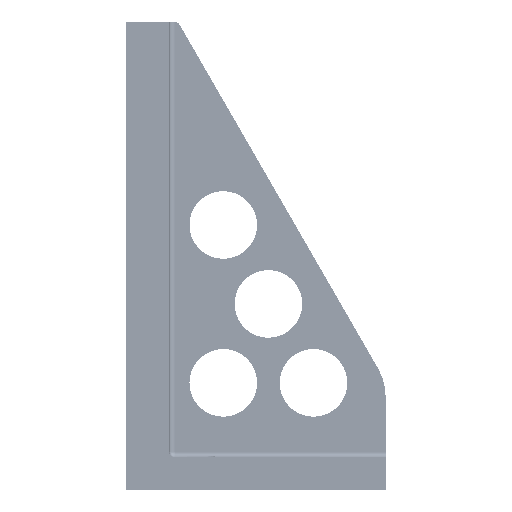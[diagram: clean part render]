
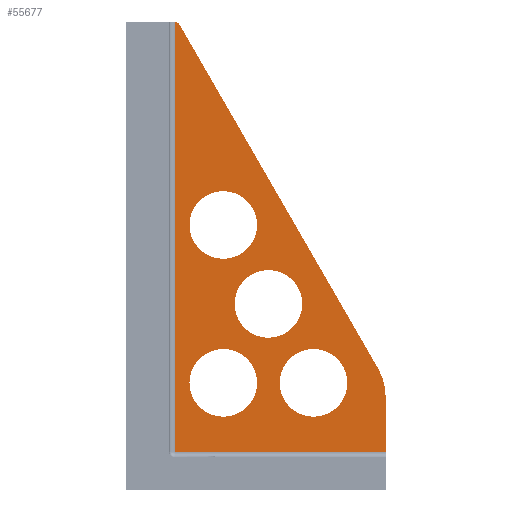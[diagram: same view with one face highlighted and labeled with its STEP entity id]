
A CAD part, front view. The second image highlights one B-rep face of the part: STEP entity #55677.
In plain terms, the highlighted planar face has unit normal (0, -1, 0).
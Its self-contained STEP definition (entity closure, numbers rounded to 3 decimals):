
#20723=EDGE_CURVE('',#37053,#50885,#59908,.T.);
#21143=EDGE_CURVE('',#51557,#49513,#60388,.T.);
#22909=VERTEX_POINT('',#62342);
#23333=EDGE_CURVE('',#22909,#46107,#62824,.T.);
#23517=VERTEX_POINT('',#63033);
#24107=VERTEX_POINT('',#63691);
#24461=EDGE_CURVE('',#49513,#45315,#64084,.T.);
#26453=EDGE_CURVE('',#46107,#22909,#66339,.T.);
#26931=EDGE_CURVE('',#31817,#23517,#66872,.T.);
#30717=EDGE_CURVE('',#24107,#51557,#71135,.T.);
#31303=VERTEX_POINT('',#71784);
#31817=VERTEX_POINT('',#72370);
#34525=EDGE_CURVE('',#45315,#31303,#75406,.T.);
#34567=EDGE_CURVE('',#31303,#54357,#75449,.T.);
#35167=EDGE_CURVE('',#54357,#24107,#76129,.T.);
#37053=VERTEX_POINT('',#78269);
#38889=EDGE_CURVE('',#57345,#46949,#80349,.T.);
#41341=EDGE_CURVE('',#50885,#37053,#83110,.T.);
#45315=VERTEX_POINT('',#87594);
#46107=VERTEX_POINT('',#88457);
#46949=VERTEX_POINT('',#89418);
#47337=EDGE_CURVE('',#23517,#31817,#89864,.T.);
#49513=VERTEX_POINT('',#92312);
#50885=VERTEX_POINT('',#93855);
#51557=VERTEX_POINT('',#94618);
#51885=EDGE_CURVE('',#46949,#57345,#94993,.T.);
#54357=VERTEX_POINT('',#97756);
#55677=ADVANCED_FACE('',(#99249,#99250,#99251,#99252,#99253),#99254,.F.);
#57345=VERTEX_POINT('',#101119);
#59908=CIRCLE('',#104186,30.0);
#60388=CIRCLE('',#104802,5.);
#62342=CARTESIAN_POINT('',(21.,15.,165.0));
#62824=CIRCLE('',#107998,30.0);
#63033=CARTESIAN_POINT('',(61.,15.,95.));
#63691=CARTESIAN_POINT('',(-32.,15.,34.));
#64084=LINE('',#109623,#109624);
#66339=CIRCLE('',#112552,30.0);
#66872=CIRCLE('',#113268,30.0);
#71135=LINE('',#118758,#118759);
#71784=CARTESIAN_POINT('',(155.0,15.,82.709));
#72370=CARTESIAN_POINT('',(121.0,15.,95.));
#75406=CIRCLE('',#124297,50.);
#75449=LINE('',#124360,#124361);
#76129=LINE('',#125235,#125236);
#78269=CARTESIAN_POINT('',(-19.,15.,235.0));
#80349=CIRCLE('',#130646,30.0);
#83110=CIRCLE('',#134176,30.0);
#87594=CARTESIAN_POINT('',(148.301,15.,107.709));
#88457=CARTESIAN_POINT('',(81.,15.,165.0));
#89418=CARTESIAN_POINT('',(41.,15.,95.0));
#89864=CIRCLE('',#142881,30.0);
#92312=CARTESIAN_POINT('',(-27.67,15.,412.5));
#93855=CARTESIAN_POINT('',(41.,15.,235.0));
#94618=CARTESIAN_POINT('',(-32.,15.,415.0));
#94993=CIRCLE('',#149473,30.0);
#97756=CARTESIAN_POINT('',(155.0,15.,34.));
#99249=FACE_OUTER_BOUND('',#154982,.T.);
#99250=FACE_BOUND('',#154983,.T.);
#99251=FACE_BOUND('',#154984,.T.);
#99252=FACE_BOUND('',#154985,.T.);
#99253=FACE_BOUND('',#154986,.T.);
#99254=PLANE('',#154987);
#101119=CARTESIAN_POINT('',(-19.,15.,95.0));
#104186=AXIS2_PLACEMENT_3D('',#161046,#161047,#161048);
#104802=AXIS2_PLACEMENT_3D('',#161782,#161783,#161784);
#107998=AXIS2_PLACEMENT_3D('',#165098,#165099,#165100);
#109623=CARTESIAN_POINT('',(77.112,15.,231.013));
#109624=VECTOR('',#166847,1.0);
#112552=AXIS2_PLACEMENT_3D('',#170125,#170126,#170127);
#113268=AXIS2_PLACEMENT_3D('',#170877,#170878,#170879);
#118758=CARTESIAN_POINT('',(-32.,15.,415.0));
#118759=VECTOR('',#176960,1.0);
#124297=AXIS2_PLACEMENT_3D('',#182984,#182985,#182986);
#124360=CARTESIAN_POINT('',(155.0,15.,58.355));
#124361=VECTOR('',#183017,1.0);
#125235=CARTESIAN_POINT('',(155.0,15.,34.));
#125236=VECTOR('',#183985,1.0);
#130646=AXIS2_PLACEMENT_3D('',#190179,#190180,#190181);
#134176=AXIS2_PLACEMENT_3D('',#194120,#194121,#194122);
#142881=AXIS2_PLACEMENT_3D('',#203664,#203665,#203666);
#149473=AXIS2_PLACEMENT_3D('',#210984,#210985,#210986);
#154982=EDGE_LOOP('',(#216817,#216818,#216819,#216820,#216821,#216822));
#154983=EDGE_LOOP('',(#216823,#216824));
#154984=EDGE_LOOP('',(#216825,#216826));
#154985=EDGE_LOOP('',(#216827,#216828));
#154986=EDGE_LOOP('',(#216829,#216830));
#154987=AXIS2_PLACEMENT_3D('',#216831,#216832,#216833);
#161046=CARTESIAN_POINT('',(11.,15.,235.0));
#161047=DIRECTION('',(0.0,-1.0,0.0));
#161048=DIRECTION('',(1.0,0.0,0.0));
#161782=CARTESIAN_POINT('',(-32.,15.,410.0));
#161783=DIRECTION('',(-0.0,1.0,0.0));
#161784=DIRECTION('',(0.866,0.0,0.5));
#165098=CARTESIAN_POINT('',(51.,15.,165.0));
#165099=DIRECTION('',(0.0,-1.0,0.0));
#165100=DIRECTION('',(1.0,0.0,0.0));
#166847=DIRECTION('',(0.5,0.0,-0.866));
#170125=CARTESIAN_POINT('',(51.,15.,165.0));
#170126=DIRECTION('',(0.0,-1.0,0.0));
#170127=DIRECTION('',(1.0,0.0,0.0));
#170877=CARTESIAN_POINT('',(91.,15.,95.));
#170878=DIRECTION('',(0.0,-1.0,0.0));
#170879=DIRECTION('',(1.0,0.0,0.0));
#176960=DIRECTION('',(0.0,0.0,1.0));
#182984=CARTESIAN_POINT('',(105.0,15.,82.709));
#182985=DIRECTION('',(0.0,1.0,0.0));
#182986=DIRECTION('',(1.0,0.0,0.));
#183017=DIRECTION('',(0.0,0.0,-1.0));
#183985=DIRECTION('',(-1.0,0.0,0.0));
#190179=CARTESIAN_POINT('',(11.,15.,95.0));
#190180=DIRECTION('',(0.0,-1.0,0.0));
#190181=DIRECTION('',(1.0,0.0,0.0));
#194120=CARTESIAN_POINT('',(11.,15.,235.0));
#194121=DIRECTION('',(0.0,-1.0,0.0));
#194122=DIRECTION('',(1.0,0.0,0.0));
#203664=CARTESIAN_POINT('',(91.,15.,95.));
#203665=DIRECTION('',(0.0,-1.0,0.0));
#203666=DIRECTION('',(1.0,0.0,0.0));
#210984=CARTESIAN_POINT('',(11.,15.,95.0));
#210985=DIRECTION('',(0.0,-1.0,0.0));
#210986=DIRECTION('',(1.0,0.0,0.0));
#216817=ORIENTED_EDGE('',*,*,#34525,.F.);
#216818=ORIENTED_EDGE('',*,*,#24461,.F.);
#216819=ORIENTED_EDGE('',*,*,#21143,.F.);
#216820=ORIENTED_EDGE('',*,*,#30717,.F.);
#216821=ORIENTED_EDGE('',*,*,#35167,.F.);
#216822=ORIENTED_EDGE('',*,*,#34567,.F.);
#216823=ORIENTED_EDGE('',*,*,#20723,.F.);
#216824=ORIENTED_EDGE('',*,*,#41341,.F.);
#216825=ORIENTED_EDGE('',*,*,#38889,.F.);
#216826=ORIENTED_EDGE('',*,*,#51885,.F.);
#216827=ORIENTED_EDGE('',*,*,#47337,.F.);
#216828=ORIENTED_EDGE('',*,*,#26931,.F.);
#216829=ORIENTED_EDGE('',*,*,#23333,.F.);
#216830=ORIENTED_EDGE('',*,*,#26453,.F.);
#216831=CARTESIAN_POINT('',(155.0,15.,34.));
#216832=DIRECTION('',(0.0,1.0,0.0));
#216833=DIRECTION('',(-1.0,0.0,0.0));
